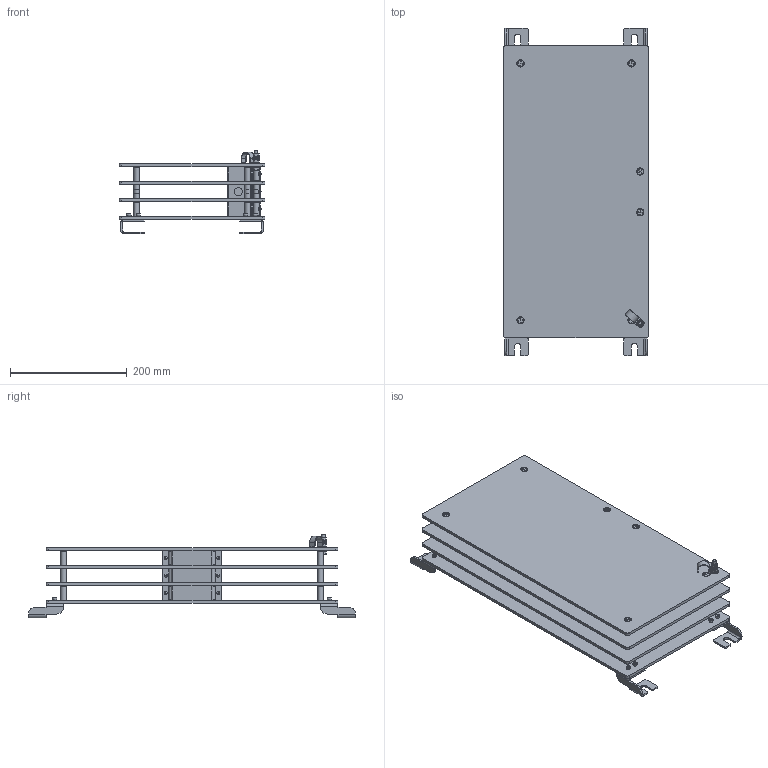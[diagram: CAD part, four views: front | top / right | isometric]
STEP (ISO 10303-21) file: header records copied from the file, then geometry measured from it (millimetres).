
FILE_DESCRIPTION(('STEP AP203'), '1');
FILE_NAME('ÏÈÝÍ-0,8-220-50Ãö-Ò6-4-6.stp', '2021-12-14T04:38:17', ($), ($), 'ASCON STEP Converter 1.3', 'Kompas 3D', '');
FILE_SCHEMA(('CONFIG_CONTROL_DESIGN','SUPPORT_RESOURCE_SCHEMA'));
Length unit declared in the file: millimetre
Products named in the file (23): 1; 2; 3; 4; 5; 6; 7; 8; 9; 10; 11; 12; 13; 14; 15; 16; 17; 18; 19; 20; 21; 22; 23
Assembly tree (67 placements, depth 2):
  1
    2
    3
    4  x2
    5  x2
    6  x4
    7  x4
    8  x8
    9  x2
    10
    11  x12
    12  x3
    13
    14
    15
    16
    17  x6
    18  x8
    19  x4
    20
    21
    22  x2
    23
Bounding box: 250 x 560 x 143.21 mm (x, y, z)
Volume: 2586011.5 mm3; surface area: 1152980.9 mm2
Topology: 67 solids, 115 shells, 1289 faces, 2588 edges, 1550 vertices
Faces by surface type: plane 744, cylinder 394, cone 114, sphere 12, torus 9, revolution 8, bspline 8
Full cylindrical faces by diameter (mm): 1 x6, 2 x8, 3 x6, 3.5 x12, 4.8 x8, 4.92 x2, 5 x16, 6 x19, 6.4 x29, 7 x12, 9.4 x8, 10 x18, 11 x12, 12 x4, 14 x1
Entity records: 18098 total; most frequent: CARTESIAN_POINT 2879, DIRECTION 2576, ORIENTED_EDGE 2230, EDGE_CURVE 1115, AXIS2_PLACEMENT_3D 947, VERTEX_POINT 696, LINE 681, VECTOR 681
